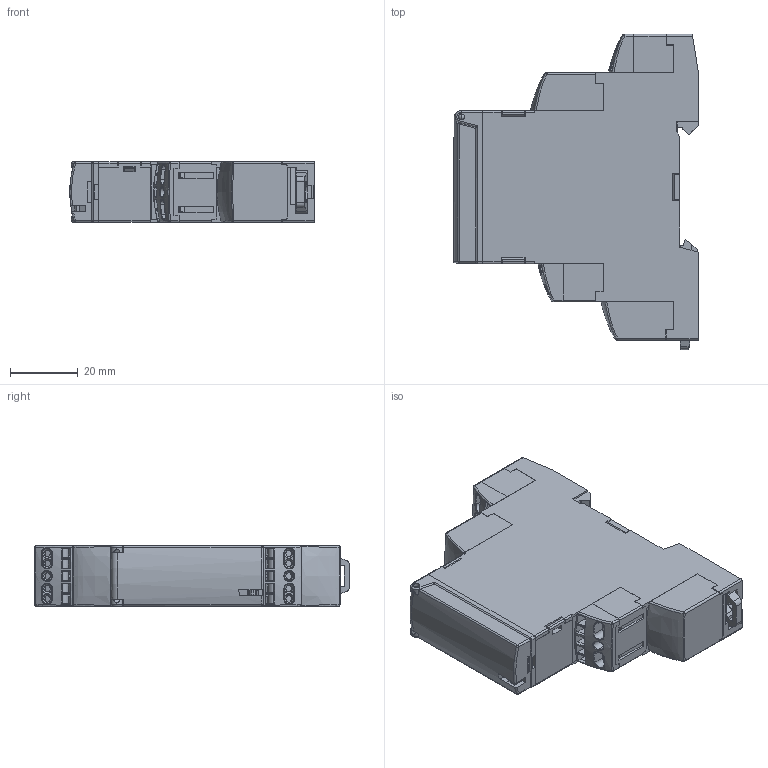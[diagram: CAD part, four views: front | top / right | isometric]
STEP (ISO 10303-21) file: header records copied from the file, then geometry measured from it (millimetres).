
FILE_DESCRIPTION(('STEP AP242'),'1');
FILE_NAME('re17rmmus.stp','2020-12-29T22:54:53',('TraceParts'),('TraceParts S.A.'),'Spatial InterOp 3D',' ',' ');
FILE_SCHEMA(('AP242_MANAGED_MODEL_BASED_3D_ENGINEERING_MIM_LF {1 0 10303 442 1 1 4}'));
Length unit declared in the file: millimetre
Products named in the file (1): re17rmmus_1
Bounding box: 72 x 92.8 x 17.9 mm (x, y, z)
Volume: 28448.1 mm3; surface area: 48168.4 mm2
Topology: 31 solids, 31 shells, 3942 faces, 11228 edges, 7341 vertices
Faces by surface type: plane 2818, cylinder 791, cone 151, bspline 81, torus 71, sphere 30
Entity records: 134038 total; most frequent: CARTESIAN_POINT 31306, ORIENTED_EDGE 22378, DIRECTION 20079, EDGE_CURVE 11189, LINE 8667, VECTOR 8667, VERTEX_POINT 7331, AXIS2_PLACEMENT_3D 5706
